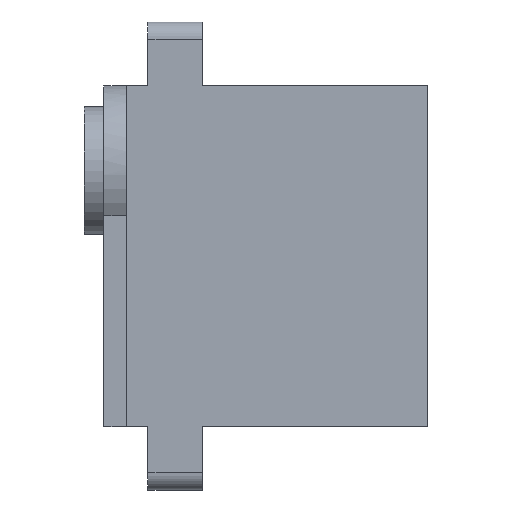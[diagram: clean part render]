
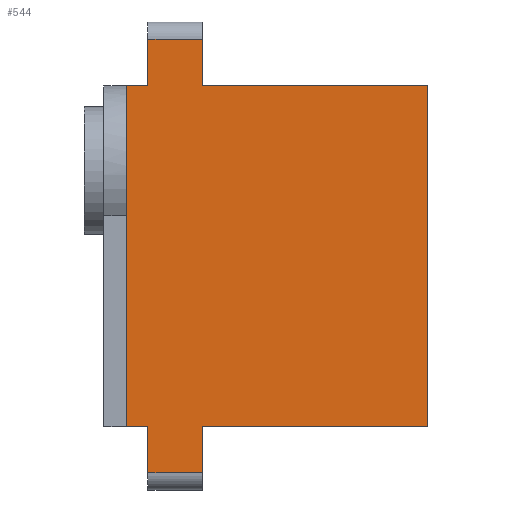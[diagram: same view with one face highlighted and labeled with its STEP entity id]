
A CAD part, left-side view. The second image highlights one B-rep face of the part: STEP entity #544.
In plain terms, the highlighted planar face has unit normal (-1, 0, 0).
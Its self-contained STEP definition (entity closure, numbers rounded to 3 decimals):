
#72=FACE_OUTER_BOUND('',#110,.T.);
#110=EDGE_LOOP('',(#427,#428,#429,#430,#431,#432,#433,#434,#435,#436,#437,
#438,#439,#440));
#138=LINE('',#784,#190);
#139=LINE('',#787,#191);
#143=LINE('',#804,#195);
#147=LINE('',#813,#199);
#156=LINE('',#834,#208);
#160=LINE('',#847,#212);
#161=LINE('',#850,#213);
#166=LINE('',#871,#218);
#167=LINE('',#880,#219);
#168=LINE('',#882,#220);
#171=LINE('',#888,#223);
#172=LINE('',#890,#224);
#173=LINE('',#891,#225);
#174=LINE('',#892,#226);
#190=VECTOR('',#624,10.);
#191=VECTOR('',#627,10.);
#195=VECTOR('',#641,10.);
#199=VECTOR('',#647,10.);
#208=VECTOR('',#662,10.);
#212=VECTOR('',#672,10.);
#213=VECTOR('',#675,10.);
#218=VECTOR('',#694,10.);
#219=VECTOR('',#703,10.);
#220=VECTOR('',#706,10.);
#223=VECTOR('',#713,10.);
#224=VECTOR('',#716,10.);
#225=VECTOR('',#717,10.);
#226=VECTOR('',#718,10.);
#240=VERTEX_POINT('',#778);
#242=VERTEX_POINT('',#782);
#243=VERTEX_POINT('',#786);
#249=VERTEX_POINT('',#800);
#251=VERTEX_POINT('',#803);
#253=VERTEX_POINT('',#809);
#255=VERTEX_POINT('',#812);
#264=VERTEX_POINT('',#832);
#268=VERTEX_POINT('',#841);
#270=VERTEX_POINT('',#845);
#271=VERTEX_POINT('',#849);
#280=VERTEX_POINT('',#869);
#283=VERTEX_POINT('',#877);
#284=VERTEX_POINT('',#878);
#294=EDGE_CURVE('',#242,#240,#138,.T.);
#295=EDGE_CURVE('',#240,#243,#139,.T.);
#303=EDGE_CURVE('',#249,#251,#143,.T.);
#307=EDGE_CURVE('',#253,#255,#147,.T.);
#318=EDGE_CURVE('',#264,#253,#156,.T.);
#324=EDGE_CURVE('',#270,#268,#160,.T.);
#325=EDGE_CURVE('',#268,#271,#161,.T.);
#336=EDGE_CURVE('',#280,#249,#166,.T.);
#340=EDGE_CURVE('',#283,#284,#167,.F.);
#341=EDGE_CURVE('',#283,#255,#168,.T.);
#345=EDGE_CURVE('',#243,#280,#171,.T.);
#346=EDGE_CURVE('',#284,#242,#172,.F.);
#347=EDGE_CURVE('',#271,#264,#173,.T.);
#348=EDGE_CURVE('',#251,#270,#174,.F.);
#427=ORIENTED_EDGE('',*,*,#345,.F.);
#428=ORIENTED_EDGE('',*,*,#295,.F.);
#429=ORIENTED_EDGE('',*,*,#294,.F.);
#430=ORIENTED_EDGE('',*,*,#346,.F.);
#431=ORIENTED_EDGE('',*,*,#340,.F.);
#432=ORIENTED_EDGE('',*,*,#341,.T.);
#433=ORIENTED_EDGE('',*,*,#307,.F.);
#434=ORIENTED_EDGE('',*,*,#318,.F.);
#435=ORIENTED_EDGE('',*,*,#347,.F.);
#436=ORIENTED_EDGE('',*,*,#325,.F.);
#437=ORIENTED_EDGE('',*,*,#324,.F.);
#438=ORIENTED_EDGE('',*,*,#348,.F.);
#439=ORIENTED_EDGE('',*,*,#303,.F.);
#440=ORIENTED_EDGE('',*,*,#336,.F.);
#523=PLANE('',#594);
#544=ADVANCED_FACE('',(#72),#523,.T.);
#594=AXIS2_PLACEMENT_3D('',#889,#714,#715);
#624=DIRECTION('',(0.,-1.,0.));
#627=DIRECTION('',(0.,0.,1.));
#641=DIRECTION('',(0.,-1.,0.));
#647=DIRECTION('',(0.,1.,0.));
#662=DIRECTION('',(0.,0.,1.));
#672=DIRECTION('',(0.,1.,0.));
#675=DIRECTION('',(0.,0.,-1.));
#694=DIRECTION('',(0.,0.,-1.));
#703=DIRECTION('',(0.,0.,-1.));
#706=DIRECTION('',(0.,0.,-1.));
#713=DIRECTION('',(0.,-1.,0.));
#714=DIRECTION('center_axis',(-1.,0.,0.));
#715=DIRECTION('ref_axis',(0.,0.,1.));
#716=DIRECTION('',(0.,0.,-1.));
#717=DIRECTION('',(0.,1.,0.));
#718=DIRECTION('',(0.,0.,1.));
#778=CARTESIAN_POINT('',(-10.,31.5,20.05));
#782=CARTESIAN_POINT('',(-10.,34.,20.05));
#784=CARTESIAN_POINT('',(-10.,0.,20.05));
#786=CARTESIAN_POINT('',(-10.,31.5,25.5));
#787=CARTESIAN_POINT('',(-10.,31.5,0.));
#800=CARTESIAN_POINT('',(-10.,25.1,20.05));
#803=CARTESIAN_POINT('',(-10.,-1.4,20.05));
#804=CARTESIAN_POINT('',(-10.,0.,20.05));
#809=CARTESIAN_POINT('',(-10.,31.5,-20.05));
#812=CARTESIAN_POINT('',(-10.,34.,-20.05));
#813=CARTESIAN_POINT('',(-10.,0.,-20.05));
#832=CARTESIAN_POINT('',(-10.,31.5,-25.5));
#834=CARTESIAN_POINT('',(-10.,31.5,-19.5));
#841=CARTESIAN_POINT('',(-10.,25.1,-20.05));
#845=CARTESIAN_POINT('',(-10.,-1.4,-20.05));
#847=CARTESIAN_POINT('',(-10.,0.,-20.05));
#849=CARTESIAN_POINT('',(-10.,25.1,-25.5));
#850=CARTESIAN_POINT('',(-10.,25.1,-19.5));
#869=CARTESIAN_POINT('',(-10.,25.1,25.5));
#871=CARTESIAN_POINT('',(-10.,25.1,0.));
#877=CARTESIAN_POINT('',(-10.,34.,9.487));
#878=CARTESIAN_POINT('',(-10.,34.,10.572));
#880=CARTESIAN_POINT('',(-10.,34.,-9.75));
#882=CARTESIAN_POINT('',(-10.,34.,-19.5));
#888=CARTESIAN_POINT('',(-10.,14.5,25.5));
#889=CARTESIAN_POINT('Origin',(-10.,0.,-19.5));
#890=CARTESIAN_POINT('',(-10.,34.,-9.75));
#891=CARTESIAN_POINT('',(-10.,28.,-25.5));
#892=CARTESIAN_POINT('',(-10.,-1.4,-9.75));
